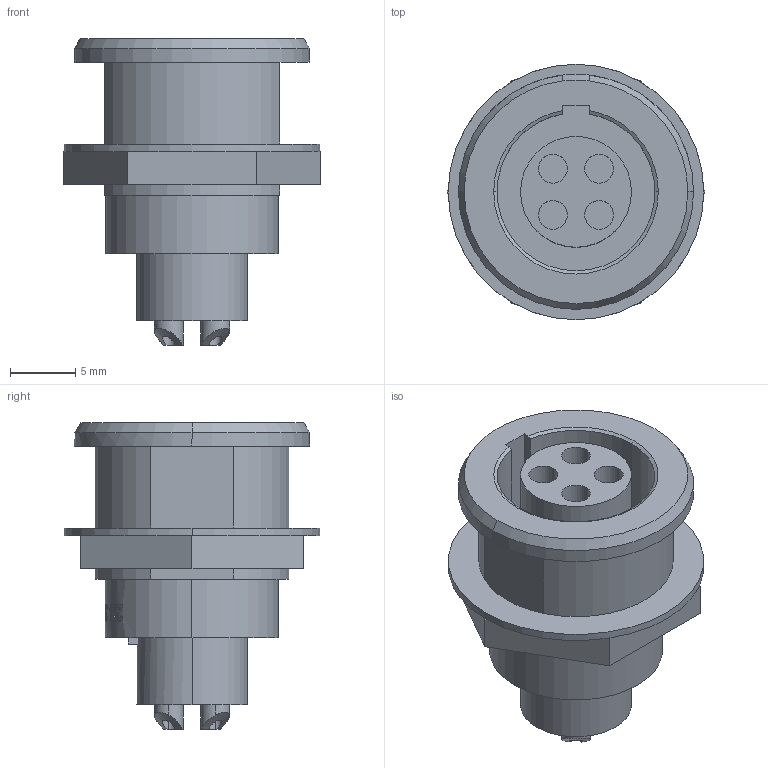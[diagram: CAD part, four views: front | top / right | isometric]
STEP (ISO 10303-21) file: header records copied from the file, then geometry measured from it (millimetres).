
FILE_DESCRIPTION (( 'STEP AP214' ), '1' );
FILE_NAME ('User Library-lemo_egg-2b-304-cll.STEP', '2019-05-23T07:55:35', ( '' ), ( '' ), 'SwSTEP 2.0', 'SolidWorks 2019', '' );
FILE_SCHEMA (( 'AUTOMOTIVE_DESIGN' ));
Length unit declared in the file: inch
Products named in the file (1): User Library-lemo_egg-2b-304-cll
Bounding box: 19.74 x 19.56 x 23.5 mm (x, y, z)
Volume: 2740.5 mm3; surface area: 2590.2 mm2
Topology: 1 solids, 1 shells, 197 faces, 498 edges, 324 vertices
Faces by surface type: plane 76, cylinder 56, bspline 54, cone 11
Entity records: 10516 total; most frequent: CARTESIAN_POINT 5268, ORIENTED_EDGE 996, DIRECTION 751, EDGE_CURVE 498, VERTEX_POINT 324, AXIS2_PLACEMENT_3D 297, EDGE_LOOP 222, ADVANCED_FACE 197
